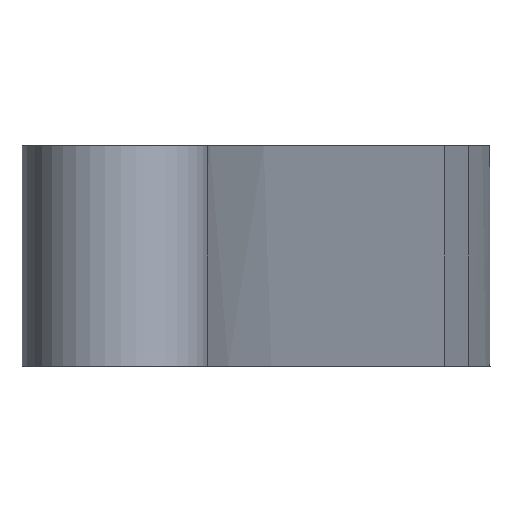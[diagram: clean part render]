
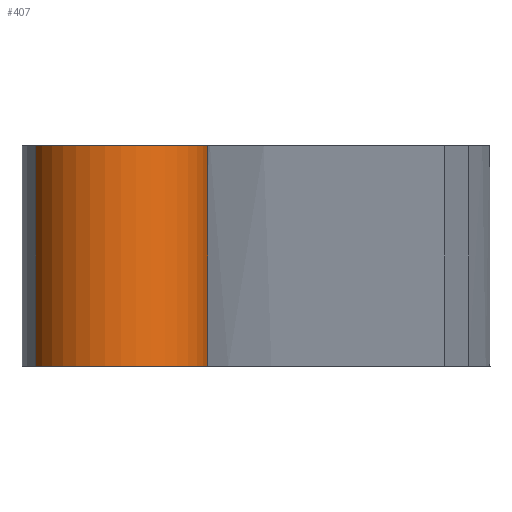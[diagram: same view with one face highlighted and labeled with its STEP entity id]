
A CAD part, left-side view. The second image highlights one B-rep face of the part: STEP entity #407.
In plain terms, the highlighted cylindrical face has radius 1.5 mm (diameter 3 mm), a partial arc.
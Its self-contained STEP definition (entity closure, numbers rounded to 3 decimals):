
#18=CYLINDRICAL_SURFACE('',#436,1.5);
#52=LINE('',#1253,#72);
#53=LINE('',#1264,#73);
#72=VECTOR('',#480,10.);
#73=VECTOR('',#483,10.);
#113=FACE_OUTER_BOUND('',#137,.T.);
#137=EDGE_LOOP('',(#355,#356,#357,#358));
#144=CIRCLE('',#427,1.5);
#150=CIRCLE('',#437,1.5);
#178=VERTEX_POINT('',#688);
#179=VERTEX_POINT('',#732);
#204=VERTEX_POINT('',#1252);
#205=VERTEX_POINT('',#1263);
#218=EDGE_CURVE('',#179,#178,#144,.T.);
#260=EDGE_CURVE('',#204,#179,#52,.T.);
#262=EDGE_CURVE('',#205,#178,#53,.T.);
#263=EDGE_CURVE('',#205,#204,#150,.T.);
#355=ORIENTED_EDGE('',*,*,#218,.T.);
#356=ORIENTED_EDGE('',*,*,#262,.F.);
#357=ORIENTED_EDGE('',*,*,#263,.T.);
#358=ORIENTED_EDGE('',*,*,#260,.T.);
#407=ADVANCED_FACE('',(#113),#18,.T.);
#427=AXIS2_PLACEMENT_3D('',#733,#445,#446);
#436=AXIS2_PLACEMENT_3D('',#1262,#481,#482);
#437=AXIS2_PLACEMENT_3D('',#1265,#484,#485);
#445=DIRECTION('center_axis',(0.,0.,-1.));
#446=DIRECTION('ref_axis',(1.,0.,0.));
#480=DIRECTION('',(0.,0.,1.));
#481=DIRECTION('center_axis',(0.,0.,1.));
#482=DIRECTION('ref_axis',(-0.96,-0.281,0.));
#483=DIRECTION('',(0.,0.,1.));
#484=DIRECTION('center_axis',(0.,0.,1.));
#485=DIRECTION('ref_axis',(1.,0.,0.));
#688=CARTESIAN_POINT('',(-11.393,3.895,3.7));
#732=CARTESIAN_POINT('',(-10.555,1.028,3.7));
#733=CARTESIAN_POINT('Origin',(-10.842,2.5,3.7));
#1252=CARTESIAN_POINT('',(-10.555,1.028,0.));
#1253=CARTESIAN_POINT('',(-10.555,1.028,0.));
#1262=CARTESIAN_POINT('Origin',(-10.842,2.5,0.));
#1263=CARTESIAN_POINT('',(-11.393,3.895,0.));
#1264=CARTESIAN_POINT('',(-11.393,3.895,0.));
#1265=CARTESIAN_POINT('Origin',(-10.842,2.5,0.));
